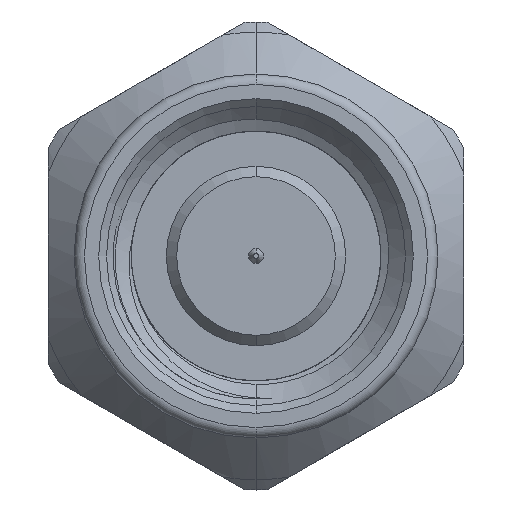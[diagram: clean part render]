
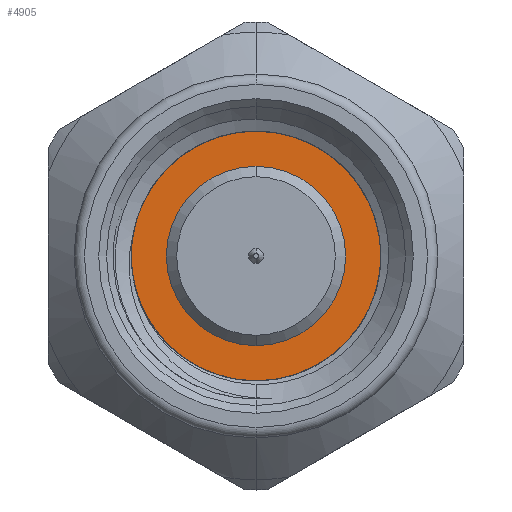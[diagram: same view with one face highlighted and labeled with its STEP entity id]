
A CAD part, left-side view. The second image highlights one B-rep face of the part: STEP entity #4905.
In plain terms, the highlighted planar face has unit normal (-1, 0, 0).
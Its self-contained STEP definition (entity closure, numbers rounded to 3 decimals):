
#192 = CARTESIAN_POINT ( 'NONE',  ( -18.161, 0., 3.25 ) ) ;
#343 = VERTEX_POINT ( 'NONE', #5516 ) ;
#436 = VERTEX_POINT ( 'NONE', #192 ) ;
#512 = CARTESIAN_POINT ( 'NONE',  ( -18.161, 0., 0. ) ) ;
#560 = DIRECTION ( 'NONE',  ( 1., 0., 0. ) ) ;
#639 = EDGE_CURVE ( 'NONE', #343, #5903, #5047, .T. ) ;
#708 = CIRCLE ( 'NONE', #6789, 3.25 ) ;
#731 = EDGE_CURVE ( 'NONE', #436, #6841, #8945, .T. ) ;
#798 = EDGE_CURVE ( 'NONE', #5903, #343, #4573, .T. ) ;
#1388 = DIRECTION ( 'NONE',  ( 1., 0., 0. ) ) ;
#1649 = CARTESIAN_POINT ( 'NONE',  ( -18.161, 0., 0. ) ) ;
#1921 = ORIENTED_EDGE ( 'NONE', *, *, #798, .T. ) ;
#1990 = DIRECTION ( 'NONE',  ( 0., 0., -1. ) ) ;
#2121 = DIRECTION ( 'NONE',  ( 1., 0., 0. ) ) ;
#2618 = FACE_BOUND ( 'NONE', #6201, .T. ) ;
#3307 = DIRECTION ( 'NONE',  ( 1., 0., 0. ) ) ;
#3334 = CARTESIAN_POINT ( 'NONE',  ( -18.161, 0., 1.725 ) ) ;
#3630 = CARTESIAN_POINT ( 'NONE',  ( -18.161, -1.725, 0. ) ) ;
#3920 = EDGE_LOOP ( 'NONE', ( #7849, #7952 ) ) ;
#4177 = DIRECTION ( 'NONE',  ( 0., 0., -1. ) ) ;
#4265 = DIRECTION ( 'NONE',  ( 0., 0., -1. ) ) ;
#4361 = DIRECTION ( 'NONE',  ( 0., 1., 0. ) ) ;
#4573 = CIRCLE ( 'NONE', #4732, 1.725 ) ;
#4732 = AXIS2_PLACEMENT_3D ( 'NONE', #512, #7929, #1990 ) ;
#4905 = ADVANCED_FACE ( 'NONE', ( #2618, #8562 ), #8756, .F. ) ;
#5047 = CIRCLE ( 'NONE', #6741, 1.725 ) ;
#5190 = CARTESIAN_POINT ( 'NONE',  ( -18.161, 0., 0. ) ) ;
#5193 = CARTESIAN_POINT ( 'NONE',  ( -18.161, 0., -3.25 ) ) ;
#5516 = CARTESIAN_POINT ( 'NONE',  ( -18.161, 0., -1.725 ) ) ;
#5659 = EDGE_CURVE ( 'NONE', #6841, #436, #708, .T. ) ;
#5903 = VERTEX_POINT ( 'NONE', #3334 ) ;
#6201 = EDGE_LOOP ( 'NONE', ( #9326, #1921 ) ) ;
#6461 = CARTESIAN_POINT ( 'NONE',  ( -18.161, 0., 0. ) ) ;
#6592 = AXIS2_PLACEMENT_3D ( 'NONE', #6461, #560, #4177 ) ;
#6741 = AXIS2_PLACEMENT_3D ( 'NONE', #1649, #3307, #8526 ) ;
#6789 = AXIS2_PLACEMENT_3D ( 'NONE', #5190, #2121, #4265 ) ;
#6841 = VERTEX_POINT ( 'NONE', #5193 ) ;
#7849 = ORIENTED_EDGE ( 'NONE', *, *, #5659, .F. ) ;
#7929 = DIRECTION ( 'NONE',  ( 1., 0., 0. ) ) ;
#7952 = ORIENTED_EDGE ( 'NONE', *, *, #731, .F. ) ;
#8526 = DIRECTION ( 'NONE',  ( 0., 0., -1. ) ) ;
#8562 = FACE_OUTER_BOUND ( 'NONE', #3920, .T. ) ;
#8657 = AXIS2_PLACEMENT_3D ( 'NONE', #3630, #1388, #4361 ) ;
#8756 = PLANE ( 'NONE',  #8657 ) ;
#8945 = CIRCLE ( 'NONE', #6592, 3.25 ) ;
#9326 = ORIENTED_EDGE ( 'NONE', *, *, #639, .T. ) ;
